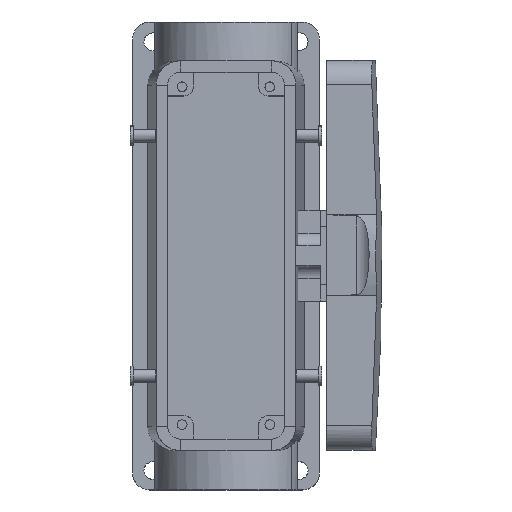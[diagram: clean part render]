
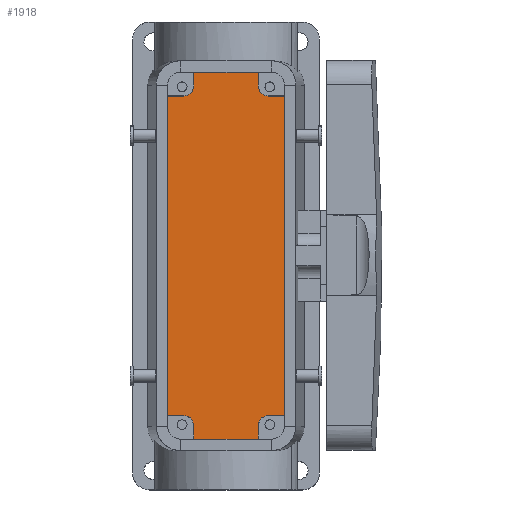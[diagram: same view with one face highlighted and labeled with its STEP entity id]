
A CAD part, top view. The second image highlights one B-rep face of the part: STEP entity #1918.
In plain terms, the highlighted planar face has unit normal (0, 0, 1).
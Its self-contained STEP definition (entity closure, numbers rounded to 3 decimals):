
#583=AXIS2_PLACEMENT_3D('Circle Axis2P3D',#581,#582,$) ;
#660=AXIS2_PLACEMENT_3D('Circle Axis2P3D',#658,#659,$) ;
#1844=AXIS2_PLACEMENT_3D('Plane Axis2P3D',#1841,#1842,#1843) ;
#1848=AXIS2_PLACEMENT_3D('Circle Axis2P3D',#1846,#1847,$) ;
#1878=AXIS2_PLACEMENT_3D('Circle Axis2P3D',#1876,#1877,$) ;
#557=CARTESIAN_POINT('Vertex',(47.5,22.75,5.5)) ;
#560=CARTESIAN_POINT('Line Origine',(45.,22.75,5.5)) ;
#564=CARTESIAN_POINT('Vertex',(42.5,22.75,5.5)) ;
#581=CARTESIAN_POINT('Axis2P3D Location',(42.5,19.75,5.5)) ;
#585=CARTESIAN_POINT('Vertex',(39.5,19.75,5.5)) ;
#601=CARTESIAN_POINT('Line Origine',(39.5,17.625,5.5)) ;
#605=CARTESIAN_POINT('Vertex',(39.5,15.5,5.5)) ;
#620=CARTESIAN_POINT('Line Origine',(29.5,15.5,5.5)) ;
#624=CARTESIAN_POINT('Vertex',(19.5,15.5,5.5)) ;
#639=CARTESIAN_POINT('Line Origine',(19.5,17.625,5.5)) ;
#643=CARTESIAN_POINT('Vertex',(19.5,19.75,5.5)) ;
#658=CARTESIAN_POINT('Axis2P3D Location',(16.5,19.75,5.5)) ;
#662=CARTESIAN_POINT('Vertex',(16.5,22.75,5.5)) ;
#677=CARTESIAN_POINT('Line Origine',(14.,22.75,5.5)) ;
#681=CARTESIAN_POINT('Vertex',(11.5,22.75,5.5)) ;
#1817=CARTESIAN_POINT('Vertex',(47.5,121.25,5.5)) ;
#1820=CARTESIAN_POINT('Line Origine',(47.5,72.,5.5)) ;
#1841=CARTESIAN_POINT('Axis2P3D Location',(29.5,72.,5.5)) ;
#1846=CARTESIAN_POINT('Axis2P3D Location',(42.5,124.25,5.5)) ;
#1850=CARTESIAN_POINT('Vertex',(39.5,124.25,5.5)) ;
#1852=CARTESIAN_POINT('Vertex',(42.5,121.25,5.5)) ;
#1855=CARTESIAN_POINT('Line Origine',(39.5,126.375,5.5)) ;
#1859=CARTESIAN_POINT('Vertex',(39.5,128.5,5.5)) ;
#1862=CARTESIAN_POINT('Line Origine',(29.5,128.5,5.5)) ;
#1866=CARTESIAN_POINT('Vertex',(19.5,128.5,5.5)) ;
#1869=CARTESIAN_POINT('Line Origine',(19.5,126.375,5.5)) ;
#1873=CARTESIAN_POINT('Vertex',(19.5,124.25,5.5)) ;
#1876=CARTESIAN_POINT('Axis2P3D Location',(16.5,124.25,5.5)) ;
#1880=CARTESIAN_POINT('Vertex',(16.5,121.25,5.5)) ;
#1883=CARTESIAN_POINT('Line Origine',(14.,121.25,5.5)) ;
#1887=CARTESIAN_POINT('Vertex',(11.5,121.25,5.5)) ;
#1890=CARTESIAN_POINT('Line Origine',(11.5,72.,5.5)) ;
#1895=CARTESIAN_POINT('Line Origine',(45.,121.25,5.5)) ;
#561=DIRECTION('Vector Direction',(-1.,0.,0.)) ;
#582=DIRECTION('Axis2P3D Direction',(-0.,0.,-1.)) ;
#602=DIRECTION('Vector Direction',(0.,-1.,0.)) ;
#621=DIRECTION('Vector Direction',(1.,0.,0.)) ;
#640=DIRECTION('Vector Direction',(0.,-1.,0.)) ;
#659=DIRECTION('Axis2P3D Direction',(0.,0.,-1.)) ;
#678=DIRECTION('Vector Direction',(1.,0.,0.)) ;
#1821=DIRECTION('Vector Direction',(0.,-1.,0.)) ;
#1842=DIRECTION('Axis2P3D Direction',(0.,-0.,1.)) ;
#1843=DIRECTION('Axis2P3D XDirection',(0.,1.,0.)) ;
#1847=DIRECTION('Axis2P3D Direction',(0.,-0.,1.)) ;
#1856=DIRECTION('Vector Direction',(0.,1.,0.)) ;
#1863=DIRECTION('Vector Direction',(-1.,0.,0.)) ;
#1870=DIRECTION('Vector Direction',(0.,1.,0.)) ;
#1877=DIRECTION('Axis2P3D Direction',(0.,-0.,1.)) ;
#1884=DIRECTION('Vector Direction',(1.,0.,0.)) ;
#1891=DIRECTION('Vector Direction',(0.,1.,0.)) ;
#1896=DIRECTION('Vector Direction',(-1.,0.,0.)) ;
#562=VECTOR('Line Direction',#561,1.) ;
#603=VECTOR('Line Direction',#602,1.) ;
#622=VECTOR('Line Direction',#621,1.) ;
#641=VECTOR('Line Direction',#640,1.) ;
#679=VECTOR('Line Direction',#678,1.) ;
#1822=VECTOR('Line Direction',#1821,1.) ;
#1857=VECTOR('Line Direction',#1856,1.) ;
#1864=VECTOR('Line Direction',#1863,1.) ;
#1871=VECTOR('Line Direction',#1870,1.) ;
#1885=VECTOR('Line Direction',#1884,1.) ;
#1892=VECTOR('Line Direction',#1891,1.) ;
#1897=VECTOR('Line Direction',#1896,1.) ;
#1901=ORIENTED_EDGE('',*,*,#1854,.F.) ;
#1902=ORIENTED_EDGE('',*,*,#1861,.T.) ;
#1903=ORIENTED_EDGE('',*,*,#1868,.T.) ;
#1904=ORIENTED_EDGE('',*,*,#1875,.F.) ;
#1905=ORIENTED_EDGE('',*,*,#1882,.F.) ;
#1906=ORIENTED_EDGE('',*,*,#1889,.F.) ;
#1907=ORIENTED_EDGE('',*,*,#1894,.T.) ;
#1908=ORIENTED_EDGE('',*,*,#683,.T.) ;
#1909=ORIENTED_EDGE('',*,*,#664,.F.) ;
#1910=ORIENTED_EDGE('',*,*,#645,.T.) ;
#1911=ORIENTED_EDGE('',*,*,#626,.T.) ;
#1912=ORIENTED_EDGE('',*,*,#607,.F.) ;
#1913=ORIENTED_EDGE('',*,*,#587,.F.) ;
#1914=ORIENTED_EDGE('',*,*,#566,.F.) ;
#1915=ORIENTED_EDGE('',*,*,#1824,.T.) ;
#1916=ORIENTED_EDGE('',*,*,#1899,.T.) ;
#1918=ADVANCED_FACE('Housing',(#1917),#1845,.T.) ;
#584=CIRCLE('generated circle',#583,3.) ;
#661=CIRCLE('generated circle',#660,3.) ;
#1849=CIRCLE('generated circle',#1848,3.) ;
#1879=CIRCLE('generated circle',#1878,3.) ;
#566=EDGE_CURVE('',#558,#565,#563,.T.) ;
#587=EDGE_CURVE('',#565,#586,#584,.F.) ;
#607=EDGE_CURVE('',#586,#606,#604,.T.) ;
#626=EDGE_CURVE('',#625,#606,#623,.T.) ;
#645=EDGE_CURVE('',#644,#625,#642,.T.) ;
#664=EDGE_CURVE('',#644,#663,#661,.F.) ;
#683=EDGE_CURVE('',#682,#663,#680,.T.) ;
#1824=EDGE_CURVE('',#558,#1818,#1823,.F.) ;
#1854=EDGE_CURVE('',#1851,#1853,#1849,.T.) ;
#1861=EDGE_CURVE('',#1851,#1860,#1858,.T.) ;
#1868=EDGE_CURVE('',#1860,#1867,#1865,.T.) ;
#1875=EDGE_CURVE('',#1874,#1867,#1872,.T.) ;
#1882=EDGE_CURVE('',#1881,#1874,#1879,.T.) ;
#1889=EDGE_CURVE('',#1888,#1881,#1886,.T.) ;
#1894=EDGE_CURVE('',#1888,#682,#1893,.F.) ;
#1899=EDGE_CURVE('',#1818,#1853,#1898,.T.) ;
#1900=EDGE_LOOP('',(#1901,#1902,#1903,#1904,#1905,#1906,#1907,#1908,#1909,#1910,#1911,#1912,#1913,#1914,#1915,#1916)) ;
#1917=FACE_OUTER_BOUND('',#1900,.T.) ;
#563=LINE('Line',#560,#562) ;
#604=LINE('Line',#601,#603) ;
#623=LINE('Line',#620,#622) ;
#642=LINE('Line',#639,#641) ;
#680=LINE('Line',#677,#679) ;
#1823=LINE('Line',#1820,#1822) ;
#1858=LINE('Line',#1855,#1857) ;
#1865=LINE('Line',#1862,#1864) ;
#1872=LINE('Line',#1869,#1871) ;
#1886=LINE('Line',#1883,#1885) ;
#1893=LINE('Line',#1890,#1892) ;
#1898=LINE('Line',#1895,#1897) ;
#1845=PLANE('',#1844) ;
#558=VERTEX_POINT('',#557) ;
#565=VERTEX_POINT('',#564) ;
#586=VERTEX_POINT('',#585) ;
#606=VERTEX_POINT('',#605) ;
#625=VERTEX_POINT('',#624) ;
#644=VERTEX_POINT('',#643) ;
#663=VERTEX_POINT('',#662) ;
#682=VERTEX_POINT('',#681) ;
#1818=VERTEX_POINT('',#1817) ;
#1851=VERTEX_POINT('',#1850) ;
#1853=VERTEX_POINT('',#1852) ;
#1860=VERTEX_POINT('',#1859) ;
#1867=VERTEX_POINT('',#1866) ;
#1874=VERTEX_POINT('',#1873) ;
#1881=VERTEX_POINT('',#1880) ;
#1888=VERTEX_POINT('',#1887) ;
